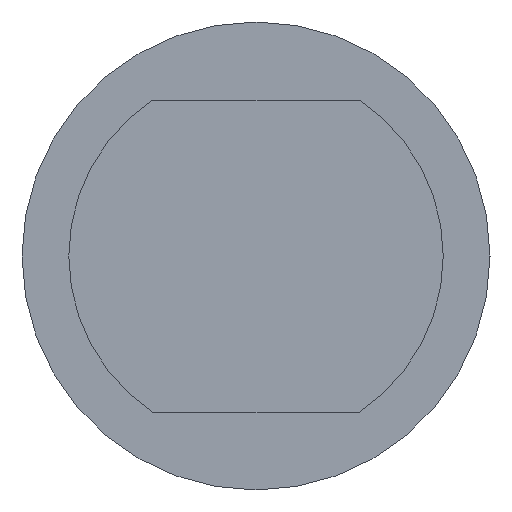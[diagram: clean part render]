
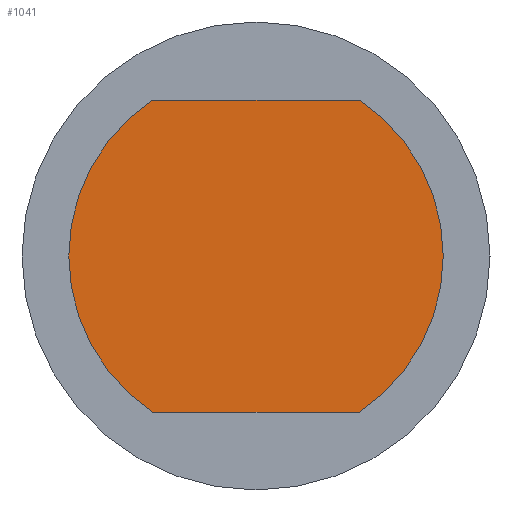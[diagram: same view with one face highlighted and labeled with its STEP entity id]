
A CAD part, left-side view. The second image highlights one B-rep face of the part: STEP entity #1041.
In plain terms, the highlighted planar face has unit normal (-1, 0, 0).
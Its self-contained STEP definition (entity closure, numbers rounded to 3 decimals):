
#1 = CARTESIAN_POINT ( 'NONE',  ( -56.5, -3.317, -5. ) ) ;
#2 = ORIENTED_EDGE ( 'NONE', *, *, #890, .F. ) ;
#20 = DIRECTION ( 'NONE',  ( 0., 0., -1. ) ) ;
#42 = CIRCLE ( 'NONE', #632, 6. ) ;
#61 = ORIENTED_EDGE ( 'NONE', *, *, #1016, .F. ) ;
#143 = CARTESIAN_POINT ( 'NONE',  ( -56.5, 0., 0. ) ) ;
#164 = CIRCLE ( 'NONE', #1113, 6. ) ;
#231 = DIRECTION ( 'NONE',  ( 0., 0., 1. ) ) ;
#347 = DIRECTION ( 'NONE',  ( 0., -1., 0. ) ) ;
#349 = VERTEX_POINT ( 'NONE', #1 ) ;
#363 = FACE_OUTER_BOUND ( 'NONE', #537, .T. ) ;
#387 = VERTEX_POINT ( 'NONE', #525 ) ;
#389 = EDGE_CURVE ( 'NONE', #387, #457, #779, .T. ) ;
#418 = DIRECTION ( 'NONE',  ( -1., 0., 0. ) ) ;
#424 = VECTOR ( 'NONE', #570, 1000. ) ;
#457 = VERTEX_POINT ( 'NONE', #714 ) ;
#491 = CARTESIAN_POINT ( 'NONE',  ( -56.5, 3.317, -5. ) ) ;
#498 = PLANE ( 'NONE',  #795 ) ;
#511 = VECTOR ( 'NONE', #347, 1000. ) ;
#525 = CARTESIAN_POINT ( 'NONE',  ( -56.5, 3.317, 5. ) ) ;
#537 = EDGE_LOOP ( 'NONE', ( #668, #594, #61, #2 ) ) ;
#570 = DIRECTION ( 'NONE',  ( 0., 1., 0. ) ) ;
#577 = CARTESIAN_POINT ( 'NONE',  ( -56.5, 0., 0. ) ) ;
#585 = DIRECTION ( 'NONE',  ( 0., 0., -1. ) ) ;
#594 = ORIENTED_EDGE ( 'NONE', *, *, #1081, .F. ) ;
#632 = AXIS2_PLACEMENT_3D ( 'NONE', #1100, #1012, #20 ) ;
#668 = ORIENTED_EDGE ( 'NONE', *, *, #389, .F. ) ;
#708 = CARTESIAN_POINT ( 'NONE',  ( -56.5, -3.317, 5. ) ) ;
#714 = CARTESIAN_POINT ( 'NONE',  ( -56.5, -3.317, 5. ) ) ;
#762 = DIRECTION ( 'NONE',  ( 1., 0., 0. ) ) ;
#779 = LINE ( 'NONE', #708, #511 ) ;
#795 = AXIS2_PLACEMENT_3D ( 'NONE', #143, #418, #231 ) ;
#890 = EDGE_CURVE ( 'NONE', #457, #349, #42, .T. ) ;
#952 = LINE ( 'NONE', #1022, #424 ) ;
#1012 = DIRECTION ( 'NONE',  ( 1., 0., 0. ) ) ;
#1016 = EDGE_CURVE ( 'NONE', #349, #1075, #952, .T. ) ;
#1022 = CARTESIAN_POINT ( 'NONE',  ( -56.5, -3.317, -5. ) ) ;
#1041 = ADVANCED_FACE ( 'NONE', ( #363 ), #498, .T. ) ;
#1075 = VERTEX_POINT ( 'NONE', #491 ) ;
#1081 = EDGE_CURVE ( 'NONE', #1075, #387, #164, .T. ) ;
#1100 = CARTESIAN_POINT ( 'NONE',  ( -56.5, 0., 0. ) ) ;
#1113 = AXIS2_PLACEMENT_3D ( 'NONE', #577, #762, #585 ) ;
